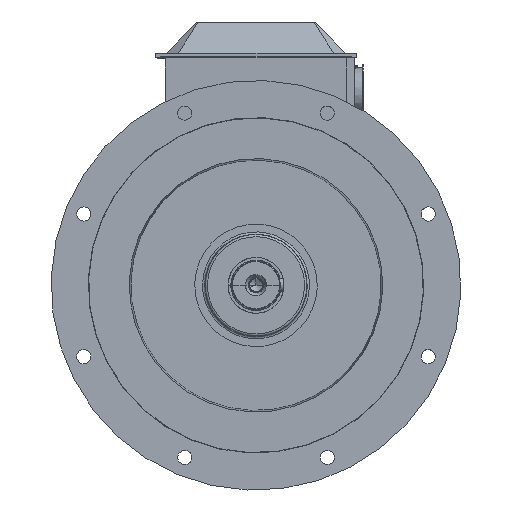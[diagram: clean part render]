
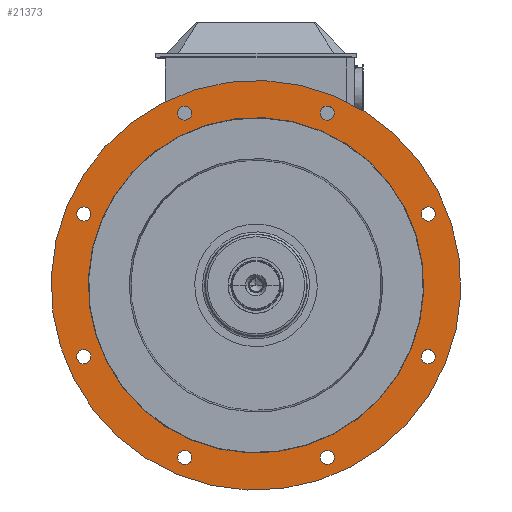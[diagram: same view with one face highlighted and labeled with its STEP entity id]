
A CAD part, top view. The second image highlights one B-rep face of the part: STEP entity #21373.
In plain terms, the highlighted planar face has unit normal (0, 0, 1).
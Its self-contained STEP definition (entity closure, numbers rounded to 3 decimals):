
#665=PLANE('',#45704);
#21373=ADVANCED_FACE('F3030',(#22445,#22446,#22447,#22448,#22449,#22450,
#22451,#22452,#22453,#22454),#665,.T.);
#22445=FACE_BOUND('',#23704,.T.);
#22446=FACE_BOUND('',#23705,.T.);
#22447=FACE_BOUND('',#23706,.T.);
#22448=FACE_BOUND('',#23707,.T.);
#22449=FACE_BOUND('',#23708,.T.);
#22450=FACE_BOUND('',#23709,.T.);
#22451=FACE_BOUND('',#23710,.T.);
#22452=FACE_BOUND('',#23711,.T.);
#22453=FACE_BOUND('',#23712,.T.);
#22454=FACE_BOUND('',#23713,.T.);
#23704=EDGE_LOOP('',(#28704));
#23705=EDGE_LOOP('',(#28705));
#23706=EDGE_LOOP('',(#28706));
#23707=EDGE_LOOP('',(#28707));
#23708=EDGE_LOOP('',(#28708));
#23709=EDGE_LOOP('',(#28709));
#23710=EDGE_LOOP('',(#28710));
#23711=EDGE_LOOP('',(#28711));
#23712=EDGE_LOOP('',(#28712));
#23713=EDGE_LOOP('',(#28713));
#28704=ORIENTED_EDGE('',*,*,#40671,.T.);
#28705=ORIENTED_EDGE('',*,*,#40641,.T.);
#28706=ORIENTED_EDGE('',*,*,#40644,.T.);
#28707=ORIENTED_EDGE('',*,*,#40647,.T.);
#28708=ORIENTED_EDGE('',*,*,#40650,.T.);
#28709=ORIENTED_EDGE('',*,*,#40653,.T.);
#28710=ORIENTED_EDGE('',*,*,#40656,.T.);
#28711=ORIENTED_EDGE('',*,*,#40659,.T.);
#28712=ORIENTED_EDGE('',*,*,#40627,.F.);
#28713=ORIENTED_EDGE('',*,*,#40638,.T.);
#35009=VERTEX_POINT('',#81642);
#35015=VERTEX_POINT('',#81666);
#35017=VERTEX_POINT('',#81672);
#35019=VERTEX_POINT('',#81678);
#35021=VERTEX_POINT('',#81684);
#35023=VERTEX_POINT('',#81690);
#35025=VERTEX_POINT('',#81696);
#35027=VERTEX_POINT('',#81702);
#35029=VERTEX_POINT('',#81708);
#35036=VERTEX_POINT('',#81733);
#40627=EDGE_CURVE('E2020',#35009,#35009,#43169,.T.);
#40638=EDGE_CURVE('E33',#35015,#35015,#43177,.T.);
#40641=EDGE_CURVE('E4949',#35017,#35017,#43179,.T.);
#40644=EDGE_CURVE('E5151',#35019,#35019,#43181,.T.);
#40647=EDGE_CURVE('E5353',#35021,#35021,#43183,.T.);
#40650=EDGE_CURVE('E5555',#35023,#35023,#43185,.T.);
#40653=EDGE_CURVE('E5757',#35025,#35025,#43187,.T.);
#40656=EDGE_CURVE('E5959',#35027,#35027,#43189,.T.);
#40659=EDGE_CURVE('E6161',#35029,#35029,#43191,.T.);
#40671=EDGE_CURVE('E2323',#35036,#35036,#43201,.T.);
#43169=CIRCLE('',#45651,225.);
#43177=CIRCLE('',#45665,9.5);
#43179=CIRCLE('',#45668,9.5);
#43181=CIRCLE('',#45671,9.5);
#43183=CIRCLE('',#45674,9.5);
#43185=CIRCLE('',#45677,9.5);
#43187=CIRCLE('',#45680,9.5);
#43189=CIRCLE('',#45683,9.5);
#43191=CIRCLE('',#45686,9.5);
#43201=CIRCLE('',#45702,274.832);
#45651=AXIS2_PLACEMENT_3D('',#81643,#52202,#52203);
#45665=AXIS2_PLACEMENT_3D('',#81668,#52232,#52233);
#45668=AXIS2_PLACEMENT_3D('',#81674,#52239,#52240);
#45671=AXIS2_PLACEMENT_3D('',#81680,#52246,#52247);
#45674=AXIS2_PLACEMENT_3D('',#81686,#52253,#52254);
#45677=AXIS2_PLACEMENT_3D('',#81692,#52260,#52261);
#45680=AXIS2_PLACEMENT_3D('',#81698,#52267,#52268);
#45683=AXIS2_PLACEMENT_3D('',#81704,#52274,#52275);
#45686=AXIS2_PLACEMENT_3D('',#81710,#52281,#52282);
#45702=AXIS2_PLACEMENT_3D('',#81734,#52315,#52316);
#45704=AXIS2_PLACEMENT_3D('',#81736,#52319,#52320);
#52202=DIRECTION('',(0.,0.,1.));
#52203=DIRECTION('',(1.,0.,0.));
#52232=DIRECTION('',(0.,0.,-1.));
#52233=DIRECTION('',(-1.,0.,0.));
#52239=DIRECTION('',(0.,0.,-1.));
#52240=DIRECTION('',(-1.,0.,0.));
#52246=DIRECTION('',(0.,0.,-1.));
#52247=DIRECTION('',(-1.,0.,0.));
#52253=DIRECTION('',(0.,0.,-1.));
#52254=DIRECTION('',(-1.,0.,0.));
#52260=DIRECTION('',(0.,0.,-1.));
#52261=DIRECTION('',(-1.,0.,0.));
#52267=DIRECTION('',(0.,0.,-1.));
#52268=DIRECTION('',(-1.,0.,0.));
#52274=DIRECTION('',(0.,0.,-1.));
#52275=DIRECTION('',(-1.,0.,0.));
#52281=DIRECTION('',(0.,0.,-1.));
#52282=DIRECTION('',(-1.,0.,0.));
#52315=DIRECTION('',(0.,0.,1.));
#52316=DIRECTION('',(1.,0.,0.));
#52319=DIRECTION('',(0.,0.,1.));
#52320=DIRECTION('',(-1.,0.,0.));
#81642=CARTESIAN_POINT('',(-86.104,-207.873,89.529));
#81643=CARTESIAN_POINT('',(0.,0.,89.529));
#81666=CARTESIAN_POINT('',(-105.171,-230.97,89.529));
#81668=CARTESIAN_POINT('',(-95.671,-230.97,89.529));
#81672=CARTESIAN_POINT('',(-237.687,-88.953,89.529));
#81674=CARTESIAN_POINT('',(-230.97,-95.671,89.529));
#81678=CARTESIAN_POINT('',(-230.97,105.171,89.529));
#81680=CARTESIAN_POINT('',(-230.97,95.671,89.529));
#81684=CARTESIAN_POINT('',(-88.953,237.687,89.529));
#81686=CARTESIAN_POINT('',(-95.671,230.97,89.529));
#81690=CARTESIAN_POINT('',(105.171,230.97,89.529));
#81692=CARTESIAN_POINT('',(95.671,230.97,89.529));
#81696=CARTESIAN_POINT('',(237.687,88.953,89.529));
#81698=CARTESIAN_POINT('',(230.97,95.671,89.529));
#81702=CARTESIAN_POINT('',(230.97,-105.171,89.529));
#81704=CARTESIAN_POINT('',(230.97,-95.671,89.529));
#81708=CARTESIAN_POINT('',(88.953,-237.687,89.529));
#81710=CARTESIAN_POINT('',(95.671,-230.97,89.529));
#81733=CARTESIAN_POINT('',(-105.174,-253.912,89.529));
#81734=CARTESIAN_POINT('',(0.,0.,89.529));
#81736=CARTESIAN_POINT('',(302.316,302.316,89.529));
